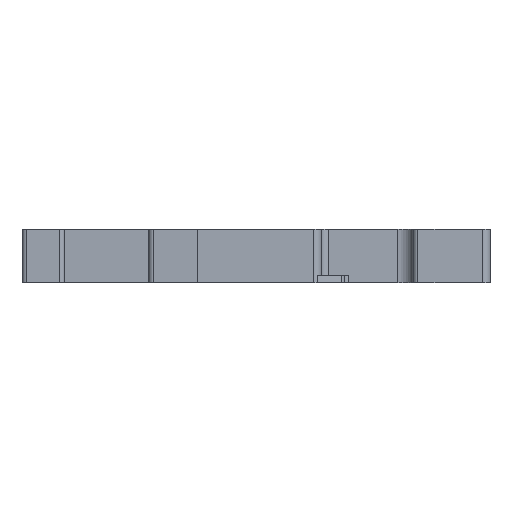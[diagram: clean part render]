
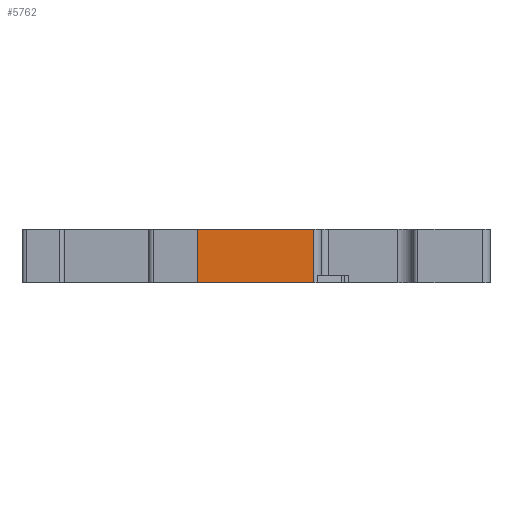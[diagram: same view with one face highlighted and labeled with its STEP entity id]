
A CAD part, left-side view. The second image highlights one B-rep face of the part: STEP entity #5762.
In plain terms, the highlighted planar face has unit normal (-1, 0, 0).
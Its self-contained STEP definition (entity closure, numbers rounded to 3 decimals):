
#923=DIRECTION('',(0.,0.,1.));
#924=VECTOR('',#923,3.5);
#925=CARTESIAN_POINT('',(-31.6,5.5,-2.1));
#926=LINE('',#925,#924);
#975=DIRECTION('',(0.,1.,0.));
#976=VECTOR('',#975,7.57);
#977=CARTESIAN_POINT('',(-31.6,5.5,-2.1));
#978=LINE('',#977,#976);
#979=DIRECTION('',(0.,-1.,0.));
#980=VECTOR('',#979,7.57);
#981=CARTESIAN_POINT('',(-31.6,13.07,1.4));
#982=LINE('',#981,#980);
#983=DIRECTION('',(0.,0.,-1.));
#984=VECTOR('',#983,3.5);
#985=CARTESIAN_POINT('',(-31.6,13.07,1.4));
#986=LINE('',#985,#984);
#3655=CARTESIAN_POINT('',(-31.6,13.07,-2.1));
#3656=VERTEX_POINT('',#3655);
#3657=CARTESIAN_POINT('',(-31.6,5.5,-2.1));
#3658=VERTEX_POINT('',#3657);
#3917=CARTESIAN_POINT('',(-31.6,5.5,1.4));
#3918=VERTEX_POINT('',#3917);
#3919=CARTESIAN_POINT('',(-31.6,13.07,1.4));
#3920=VERTEX_POINT('',#3919);
#5750=CARTESIAN_POINT('',(-31.6,24.5,1.4));
#5751=DIRECTION('',(-1.,0.,0.));
#5752=DIRECTION('',(0.,-1.,0.));
#5753=AXIS2_PLACEMENT_3D('',#5750,#5751,#5752);
#5754=PLANE('',#5753);
#5755=ORIENTED_EDGE('',*,*,#4837,.T.);
#5757=ORIENTED_EDGE('',*,*,#5756,.F.);
#5758=ORIENTED_EDGE('',*,*,#5060,.T.);
#5759=ORIENTED_EDGE('',*,*,#5699,.F.);
#5760=EDGE_LOOP('',(#5755,#5757,#5758,#5759));
#5761=FACE_OUTER_BOUND('',#5760,.F.);
#5762=ADVANCED_FACE('',(#5761),#5754,.T.);
#4837=EDGE_CURVE('',#3658,#3656,#978,.T.);
#5060=EDGE_CURVE('',#3920,#3918,#982,.T.);
#5699=EDGE_CURVE('',#3658,#3918,#926,.T.);
#5756=EDGE_CURVE('',#3920,#3656,#986,.T.);
